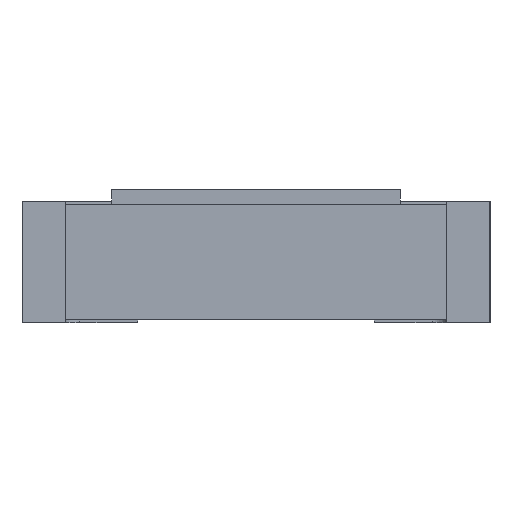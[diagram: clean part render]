
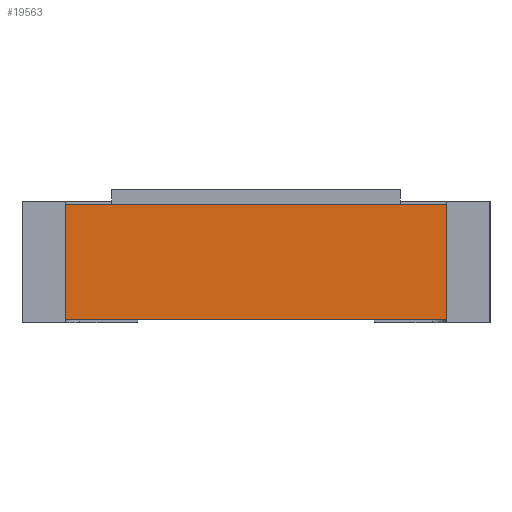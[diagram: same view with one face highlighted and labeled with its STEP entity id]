
A CAD part, left-side view. The second image highlights one B-rep face of the part: STEP entity #19563.
In plain terms, the highlighted planar face has unit normal (-1, 0, 0).
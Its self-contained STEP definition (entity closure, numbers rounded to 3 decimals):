
#237 = LINE ( 'NONE', #23695, #10069 ) ;
#813 = ORIENTED_EDGE ( 'NONE', *, *, #21552, .F. ) ;
#1136 = CARTESIAN_POINT ( 'NONE',  ( -2., 0.8, 0.4 ) ) ;
#2395 = ORIENTED_EDGE ( 'NONE', *, *, #16210, .T. ) ;
#2564 = CARTESIAN_POINT ( 'NONE',  ( -2., -0.66, 0.4 ) ) ;
#4540 = CARTESIAN_POINT ( 'NONE',  ( -2., 0.66, 0. ) ) ;
#5105 = EDGE_LOOP ( 'NONE', ( #813, #16274, #2395, #21590 ) ) ;
#10069 = VECTOR ( 'NONE', #20253, 1000. ) ;
#10502 = DIRECTION ( 'NONE',  ( 0., -1., 0. ) ) ;
#10637 = DIRECTION ( 'NONE',  ( 0., 0., 1. ) ) ;
#10830 = DIRECTION ( 'NONE',  ( 0., -1., 0. ) ) ;
#11230 = CARTESIAN_POINT ( 'NONE',  ( -2., 0.66, 0.4 ) ) ;
#11427 = CARTESIAN_POINT ( 'NONE',  ( -2., -0.66, 0. ) ) ;
#14868 = FACE_OUTER_BOUND ( 'NONE', #5105, .T. ) ;
#15578 = VERTEX_POINT ( 'NONE', #22502 ) ;
#15959 = VECTOR ( 'NONE', #10637, 1000. ) ;
#16210 = EDGE_CURVE ( 'NONE', #22946, #15578, #22717, .T. ) ;
#16274 = ORIENTED_EDGE ( 'NONE', *, *, #19865, .T. ) ;
#16703 = DIRECTION ( 'NONE',  ( 0., 0., -1. ) ) ;
#17832 = VECTOR ( 'NONE', #10830, 1000. ) ;
#18814 = CARTESIAN_POINT ( 'NONE',  ( -2., 0.8, 0.4 ) ) ;
#19068 = LINE ( 'NONE', #18814, #17832 ) ;
#19365 = VERTEX_POINT ( 'NONE', #11230 ) ;
#19563 = ADVANCED_FACE ( 'NONE', ( #14868 ), #20909, .F. ) ;
#19865 = EDGE_CURVE ( 'NONE', #21972, #22946, #25985, .T. ) ;
#20253 = DIRECTION ( 'NONE',  ( 0., 0., 1. ) ) ;
#20909 = PLANE ( 'NONE',  #22664 ) ;
#21552 = EDGE_CURVE ( 'NONE', #21972, #19365, #237, .T. ) ;
#21590 = ORIENTED_EDGE ( 'NONE', *, *, #25009, .F. ) ;
#21972 = VERTEX_POINT ( 'NONE', #4540 ) ;
#22080 = CARTESIAN_POINT ( 'NONE',  ( -2., 0.8, 0. ) ) ;
#22502 = CARTESIAN_POINT ( 'NONE',  ( -2., -0.66, 0.4 ) ) ;
#22664 = AXIS2_PLACEMENT_3D ( 'NONE', #1136, #22880, #16703 ) ;
#22717 = LINE ( 'NONE', #2564, #15959 ) ;
#22880 = DIRECTION ( 'NONE',  ( 1., 0., 0. ) ) ;
#22946 = VERTEX_POINT ( 'NONE', #11427 ) ;
#23695 = CARTESIAN_POINT ( 'NONE',  ( -2., 0.66, 0.4 ) ) ;
#24730 = VECTOR ( 'NONE', #10502, 1000. ) ;
#25009 = EDGE_CURVE ( 'NONE', #19365, #15578, #19068, .T. ) ;
#25985 = LINE ( 'NONE', #22080, #24730 ) ;
